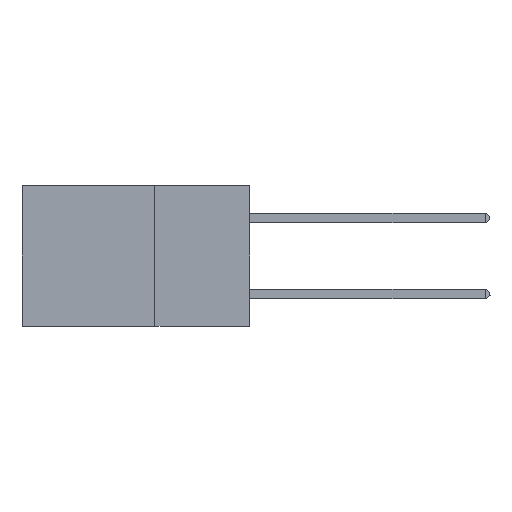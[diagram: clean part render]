
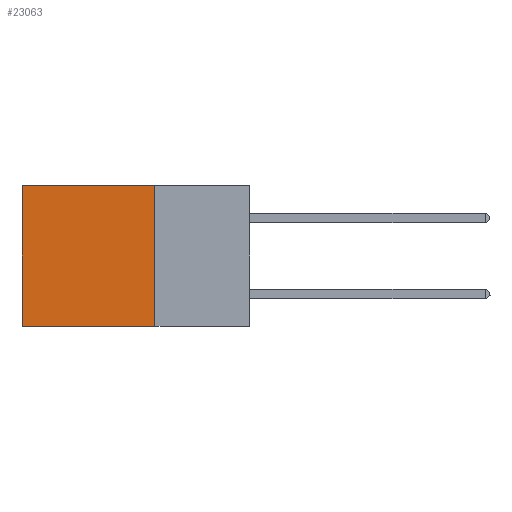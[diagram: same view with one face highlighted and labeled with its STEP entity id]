
A CAD part, left-side view. The second image highlights one B-rep face of the part: STEP entity #23063.
In plain terms, the highlighted planar face has unit normal (-1, 0, 0).
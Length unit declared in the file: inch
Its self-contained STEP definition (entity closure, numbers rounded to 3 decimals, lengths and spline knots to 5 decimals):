
#166 = ORIENTED_EDGE ( 'NONE', *, *, #13827, .F. ) ;
#1629 = LINE ( 'NONE', #21219, #26530 ) ;
#1940 = ORIENTED_EDGE ( 'NONE', *, *, #6958, .F. ) ;
#2807 = DIRECTION ( 'NONE',  ( 0., 1., 0. ) ) ;
#3427 = VERTEX_POINT ( 'NONE', #17091 ) ;
#3453 = CARTESIAN_POINT ( 'NONE',  ( 0.2875, 0.6, 0. ) ) ;
#3787 = LINE ( 'NONE', #4871, #6929 ) ;
#3875 = DIRECTION ( 'NONE',  ( 0., 0., -1. ) ) ;
#4871 = CARTESIAN_POINT ( 'NONE',  ( 0.2875, 0.25, 0. ) ) ;
#5575 = EDGE_CURVE ( 'NONE', #3427, #28291, #3787, .T. ) ;
#5805 = PLANE ( 'NONE',  #26309 ) ;
#5915 = CARTESIAN_POINT ( 'NONE',  ( 0.2875, 0.25, 0. ) ) ;
#6929 = VECTOR ( 'NONE', #2807, 39.37008 ) ;
#6958 = EDGE_CURVE ( 'NONE', #18758, #12111, #1629, .T. ) ;
#8718 = EDGE_LOOP ( 'NONE', ( #23568, #1940, #166, #26781 ) ) ;
#8899 = VECTOR ( 'NONE', #3875, 39.37008 ) ;
#10242 = CARTESIAN_POINT ( 'NONE',  ( 0.2875, 0.25, 0. ) ) ;
#10624 = DIRECTION ( 'NONE',  ( 1., 0., 0. ) ) ;
#12111 = VERTEX_POINT ( 'NONE', #13571 ) ;
#12489 = DIRECTION ( 'NONE',  ( 0., 0., -1. ) ) ;
#13554 = FACE_OUTER_BOUND ( 'NONE', #8718, .T. ) ;
#13571 = CARTESIAN_POINT ( 'NONE',  ( 0.2875, 0.6, -0.37 ) ) ;
#13827 = EDGE_CURVE ( 'NONE', #3427, #18758, #14871, .T. ) ;
#14103 = DIRECTION ( 'NONE',  ( 0., 0., -1. ) ) ;
#14871 = LINE ( 'NONE', #10242, #8899 ) ;
#17091 = CARTESIAN_POINT ( 'NONE',  ( 0.2875, 0.25, 0. ) ) ;
#17296 = CARTESIAN_POINT ( 'NONE',  ( 0.2875, 0.25, -0.37 ) ) ;
#18758 = VERTEX_POINT ( 'NONE', #17296 ) ;
#19152 = DIRECTION ( 'NONE',  ( 0., 1., 0. ) ) ;
#20830 = EDGE_CURVE ( 'NONE', #28291, #12111, #24511, .T. ) ;
#21219 = CARTESIAN_POINT ( 'NONE',  ( 0.2875, 0.25, -0.37 ) ) ;
#23063 = ADVANCED_FACE ( 'NONE', ( #13554 ), #5805, .F. ) ;
#23568 = ORIENTED_EDGE ( 'NONE', *, *, #20830, .T. ) ;
#24511 = LINE ( 'NONE', #27564, #27295 ) ;
#26309 = AXIS2_PLACEMENT_3D ( 'NONE', #5915, #10624, #12489 ) ;
#26530 = VECTOR ( 'NONE', #19152, 39.37008 ) ;
#26781 = ORIENTED_EDGE ( 'NONE', *, *, #5575, .T. ) ;
#27295 = VECTOR ( 'NONE', #14103, 39.37008 ) ;
#27564 = CARTESIAN_POINT ( 'NONE',  ( 0.2875, 0.6, 0. ) ) ;
#28291 = VERTEX_POINT ( 'NONE', #3453 ) ;
